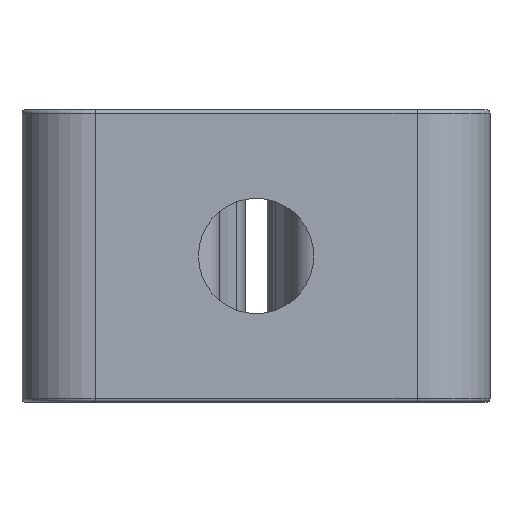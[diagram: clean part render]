
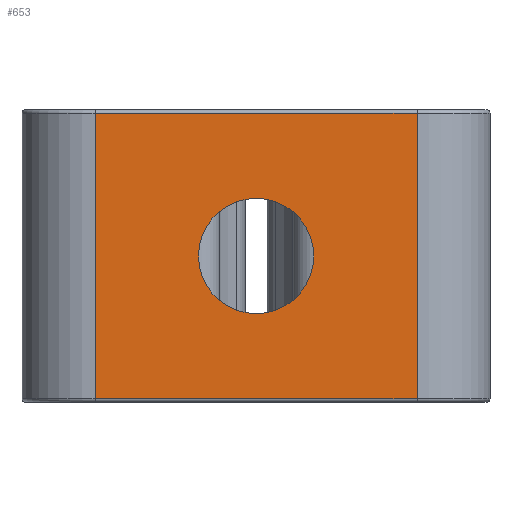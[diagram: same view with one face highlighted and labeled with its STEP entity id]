
A CAD part, front view. The second image highlights one B-rep face of the part: STEP entity #653.
In plain terms, the highlighted planar face has unit normal (0, -1, 0).
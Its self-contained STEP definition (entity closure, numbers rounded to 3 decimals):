
#6 = VERTEX_POINT ( 'NONE', #1219 ) ;
#11 = EDGE_CURVE ( 'NONE', #6, #3532, #1375, .T. ) ;
#91 = CARTESIAN_POINT ( 'NONE',  ( 4.4, -0.5, 8. ) ) ;
#96 = EDGE_LOOP ( 'NONE', ( #1686, #2830 ) ) ;
#160 = VERTEX_POINT ( 'NONE', #459 ) ;
#236 = EDGE_LOOP ( 'NONE', ( #1494, #2344, #3620, #3270 ) ) ;
#323 = AXIS2_PLACEMENT_3D ( 'NONE', #2503, #1688, #1709 ) ;
#392 = DIRECTION ( 'NONE',  ( 0., -1., 0. ) ) ;
#459 = CARTESIAN_POINT ( 'NONE',  ( 4.4, -0.5, 0.1 ) ) ;
#538 = LINE ( 'NONE', #1943, #1373 ) ;
#548 = DIRECTION ( 'NONE',  ( 0., 0., 1. ) ) ;
#653 = ADVANCED_FACE ( 'NONE', ( #3052, #2492 ), #3635, .F. ) ;
#669 = DIRECTION ( 'NONE',  ( 0., 0., -1. ) ) ;
#675 = VECTOR ( 'NONE', #1216, 1000. ) ;
#794 = EDGE_CURVE ( 'NONE', #1303, #3011, #538, .T. ) ;
#811 = VECTOR ( 'NONE', #548, 1000. ) ;
#847 = DIRECTION ( 'NONE',  ( 1., 0., 0. ) ) ;
#886 = CARTESIAN_POINT ( 'NONE',  ( 4.4, -0.5, 7.9 ) ) ;
#1132 = LINE ( 'NONE', #3107, #811 ) ;
#1216 = DIRECTION ( 'NONE',  ( 0., 0., -1. ) ) ;
#1219 = CARTESIAN_POINT ( 'NONE',  ( 0., -0.5, 2.425 ) ) ;
#1239 = CARTESIAN_POINT ( 'NONE',  ( 0., -0.5, 4. ) ) ;
#1243 = EDGE_CURVE ( 'NONE', #3626, #160, #3059, .T. ) ;
#1303 = VERTEX_POINT ( 'NONE', #886 ) ;
#1361 = EDGE_CURVE ( 'NONE', #1303, #160, #2917, .T. ) ;
#1373 = VECTOR ( 'NONE', #3121, 1000. ) ;
#1375 = CIRCLE ( 'NONE', #2143, 1.575 ) ;
#1398 = CARTESIAN_POINT ( 'NONE',  ( 4.4, -0.5, 0.1 ) ) ;
#1494 = ORIENTED_EDGE ( 'NONE', *, *, #1583, .F. ) ;
#1515 = CARTESIAN_POINT ( 'NONE',  ( 0., -0.5, 4. ) ) ;
#1583 = EDGE_CURVE ( 'NONE', #3626, #3011, #1132, .T. ) ;
#1669 = CARTESIAN_POINT ( 'NONE',  ( 0., -0.5, 5.575 ) ) ;
#1686 = ORIENTED_EDGE ( 'NONE', *, *, #11, .F. ) ;
#1688 = DIRECTION ( 'NONE',  ( 0., 1., 0. ) ) ;
#1709 = DIRECTION ( 'NONE',  ( 0., 0., 1. ) ) ;
#1766 = CARTESIAN_POINT ( 'NONE',  ( -4.4, -0.5, 0.1 ) ) ;
#1943 = CARTESIAN_POINT ( 'NONE',  ( 4.4, -0.5, 7.9 ) ) ;
#2143 = AXIS2_PLACEMENT_3D ( 'NONE', #1515, #392, #3174 ) ;
#2155 = CARTESIAN_POINT ( 'NONE',  ( -4.4, -0.5, 7.9 ) ) ;
#2191 = EDGE_CURVE ( 'NONE', #3532, #6, #2390, .T. ) ;
#2344 = ORIENTED_EDGE ( 'NONE', *, *, #1243, .T. ) ;
#2390 = CIRCLE ( 'NONE', #3351, 1.575 ) ;
#2492 = FACE_BOUND ( 'NONE', #96, .T. ) ;
#2503 = CARTESIAN_POINT ( 'NONE',  ( 4.4, -0.5, 8. ) ) ;
#2669 = DIRECTION ( 'NONE',  ( 0., -1., 0. ) ) ;
#2830 = ORIENTED_EDGE ( 'NONE', *, *, #2191, .F. ) ;
#2917 = LINE ( 'NONE', #91, #675 ) ;
#2937 = VECTOR ( 'NONE', #847, 1000. ) ;
#3011 = VERTEX_POINT ( 'NONE', #2155 ) ;
#3052 = FACE_OUTER_BOUND ( 'NONE', #236, .T. ) ;
#3059 = LINE ( 'NONE', #1398, #2937 ) ;
#3107 = CARTESIAN_POINT ( 'NONE',  ( -4.4, -0.5, 8. ) ) ;
#3121 = DIRECTION ( 'NONE',  ( -1., 0., 0. ) ) ;
#3174 = DIRECTION ( 'NONE',  ( 0., 0., -1. ) ) ;
#3270 = ORIENTED_EDGE ( 'NONE', *, *, #794, .T. ) ;
#3351 = AXIS2_PLACEMENT_3D ( 'NONE', #1239, #2669, #669 ) ;
#3532 = VERTEX_POINT ( 'NONE', #1669 ) ;
#3620 = ORIENTED_EDGE ( 'NONE', *, *, #1361, .F. ) ;
#3626 = VERTEX_POINT ( 'NONE', #1766 ) ;
#3635 = PLANE ( 'NONE',  #323 ) ;
